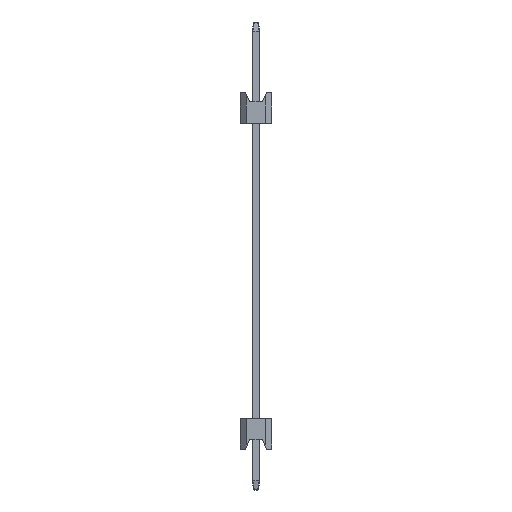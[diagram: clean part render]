
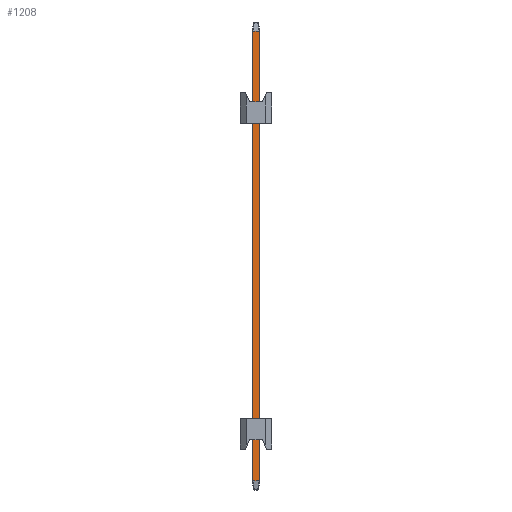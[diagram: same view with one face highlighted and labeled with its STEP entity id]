
A CAD part, left-side view. The second image highlights one B-rep face of the part: STEP entity #1208.
In plain terms, the highlighted planar face has unit normal (-1, 0, 0).
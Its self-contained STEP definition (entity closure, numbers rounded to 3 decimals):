
#138=FACE_OUTER_BOUND('',#202,.T.);
#202=EDGE_LOOP('',(#947,#948,#949,#950,#951,#952,#953,#954));
#253=LINE('',#1764,#409);
#262=LINE('',#1782,#418);
#292=LINE('',#1837,#448);
#305=LINE('',#1864,#461);
#308=LINE('',#1870,#464);
#311=LINE('',#1876,#467);
#327=LINE('',#1903,#483);
#328=LINE('',#1905,#484);
#409=VECTOR('',#1422,10.);
#418=VECTOR('',#1435,10.);
#448=VECTOR('',#1485,10.);
#461=VECTOR('',#1506,10.);
#464=VECTOR('',#1511,10.);
#467=VECTOR('',#1516,10.);
#483=VECTOR('',#1550,10.);
#484=VECTOR('',#1553,10.);
#563=VERTEX_POINT('',#1762);
#564=VERTEX_POINT('',#1763);
#571=VERTEX_POINT('',#1780);
#585=VERTEX_POINT('',#1832);
#593=VERTEX_POINT('',#1856);
#596=VERTEX_POINT('',#1862);
#598=VERTEX_POINT('',#1868);
#600=VERTEX_POINT('',#1874);
#661=EDGE_CURVE('',#563,#564,#253,.T.);
#670=EDGE_CURVE('',#571,#563,#262,.T.);
#700=EDGE_CURVE('',#564,#585,#292,.T.);
#713=EDGE_CURVE('',#596,#593,#305,.T.);
#716=EDGE_CURVE('',#598,#596,#308,.T.);
#719=EDGE_CURVE('',#600,#598,#311,.T.);
#735=EDGE_CURVE('',#593,#571,#327,.T.);
#736=EDGE_CURVE('',#585,#600,#328,.T.);
#947=ORIENTED_EDGE('',*,*,#700,.F.);
#948=ORIENTED_EDGE('',*,*,#661,.F.);
#949=ORIENTED_EDGE('',*,*,#670,.F.);
#950=ORIENTED_EDGE('',*,*,#735,.F.);
#951=ORIENTED_EDGE('',*,*,#713,.F.);
#952=ORIENTED_EDGE('',*,*,#716,.F.);
#953=ORIENTED_EDGE('',*,*,#719,.F.);
#954=ORIENTED_EDGE('',*,*,#736,.F.);
#1144=PLANE('',#1335);
#1208=ADVANCED_FACE('',(#138),#1144,.T.);
#1335=AXIS2_PLACEMENT_3D('',#1904,#1551,#1552);
#1422=DIRECTION('',(0.,0.,-1.));
#1435=DIRECTION('',(0.,-0.371,-0.928));
#1485=DIRECTION('',(0.,0.371,-0.928));
#1506=DIRECTION('',(0.,-0.371,0.928));
#1511=DIRECTION('',(0.,0.,1.));
#1516=DIRECTION('',(0.,0.371,0.928));
#1550=DIRECTION('',(0.,-1.,0.));
#1551=DIRECTION('center_axis',(-1.,0.,0.));
#1552=DIRECTION('ref_axis',(0.,-1.,0.));
#1553=DIRECTION('',(0.,1.,0.));
#1762=CARTESIAN_POINT('',(-0.32,-0.27,33.748));
#1763=CARTESIAN_POINT('',(-0.32,-0.27,-2.548));
#1764=CARTESIAN_POINT('',(-0.32,-0.27,0.));
#1780=CARTESIAN_POINT('',(-0.32,-0.269,33.75));
#1782=CARTESIAN_POINT('',(-0.32,-5.973,19.491));
#1832=CARTESIAN_POINT('',(-0.32,-0.269,-2.55));
#1837=CARTESIAN_POINT('',(-0.32,-0.593,-1.739));
#1856=CARTESIAN_POINT('',(-0.32,0.269,33.75));
#1862=CARTESIAN_POINT('',(-0.32,0.27,33.748));
#1864=CARTESIAN_POINT('',(-0.32,6.017,19.381));
#1868=CARTESIAN_POINT('',(-0.32,0.27,-2.548));
#1870=CARTESIAN_POINT('',(-0.32,0.27,0.));
#1874=CARTESIAN_POINT('',(-0.32,0.269,-2.55));
#1876=CARTESIAN_POINT('',(-0.32,0.637,-1.629));
#1903=CARTESIAN_POINT('',(-0.32,0.16,33.75));
#1904=CARTESIAN_POINT('Origin',(-0.32,0.32,0.));
#1905=CARTESIAN_POINT('',(-0.32,0.16,-2.55));
